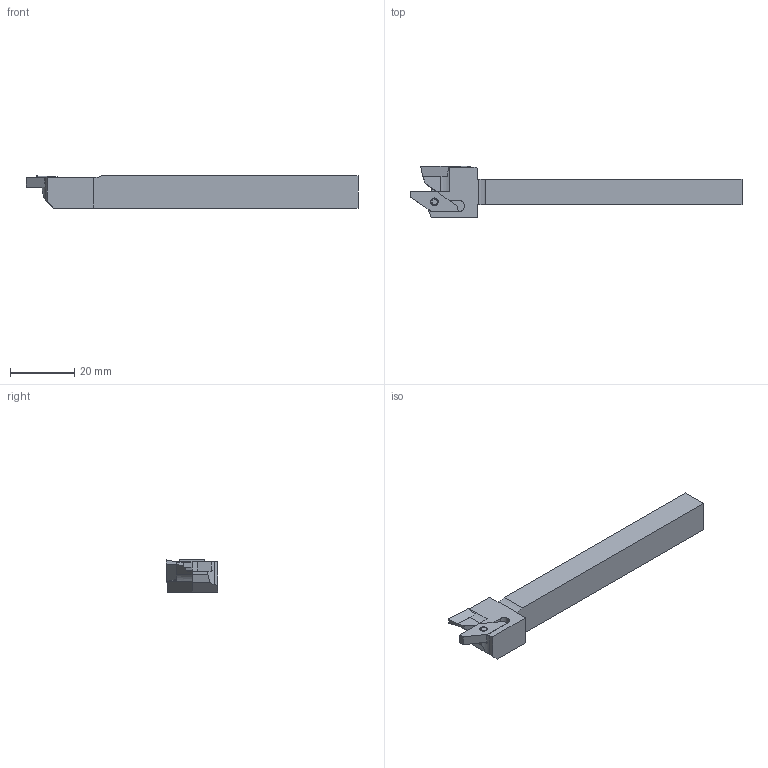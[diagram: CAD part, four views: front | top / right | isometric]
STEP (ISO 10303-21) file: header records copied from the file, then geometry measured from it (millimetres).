
FILE_DESCRIPTION (( 'STEP AP214' ), '1' );
FILE_NAME ('ISO-283-01.STEP', '2017-06-07T09:34:50', ( '' ), ( '' ), 'SwSTEP 2.0', 'SolidWorks 2016', '' );
FILE_SCHEMA (( 'AUTOMOTIVE_DESIGN' ));
Length unit declared in the file: millimetre
Products named in the file (1): ISO-283-01
Bounding box: 103.3 x 16 x 10 mm (x, y, z)
Volume: 8628.7 mm3; surface area: 4241.5 mm2
Topology: 1 solids, 1 shells, 82 faces, 251 edges, 165 vertices
Faces by surface type: plane 67, cylinder 13, bspline 2
Entity records: 3522 total; most frequent: CARTESIAN_POINT 888, ORIENTED_EDGE 502, DIRECTION 464, EDGE_CURVE 251, VERTEX_POINT 165, LINE 162, VECTOR 162, AXIS2_PLACEMENT_3D 151
